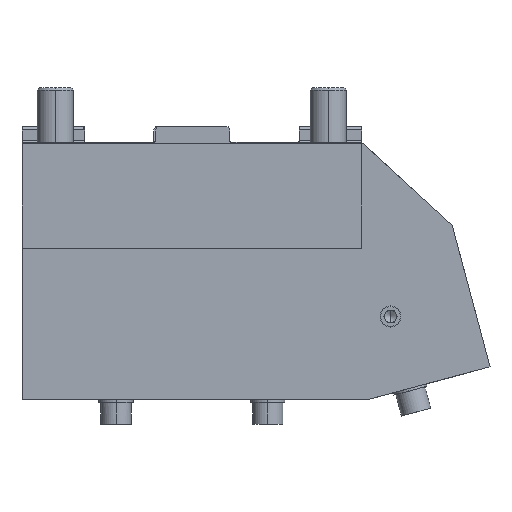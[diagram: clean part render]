
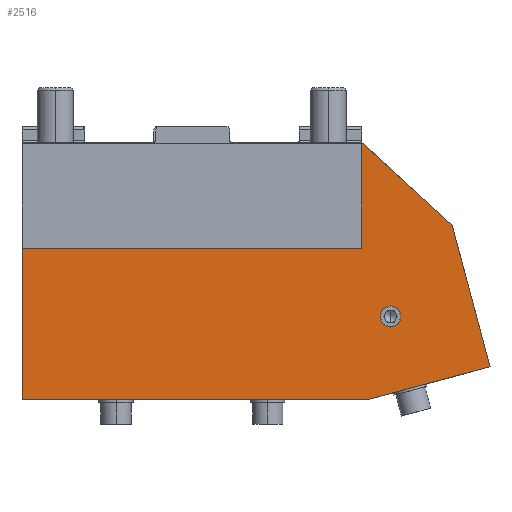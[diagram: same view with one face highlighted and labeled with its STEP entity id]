
A CAD part, left-side view. The second image highlights one B-rep face of the part: STEP entity #2516.
In plain terms, the highlighted planar face has unit normal (-1, 0, 0).
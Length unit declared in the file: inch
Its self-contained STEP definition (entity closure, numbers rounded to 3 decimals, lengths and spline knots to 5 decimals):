
#499 = ORIENTED_EDGE ( 'NONE', *, *, #7264, .F. ) ;
#506 = AXIS2_PLACEMENT_3D ( 'NONE', #17126, #14058, #1776 ) ;
#770 = CARTESIAN_POINT ( 'NONE',  ( -0.31496, -2.26825, -3.34646 ) ) ;
#834 = ORIENTED_EDGE ( 'NONE', *, *, #18210, .F. ) ;
#869 = DIRECTION ( 'NONE',  ( 0., 0., 1. ) ) ;
#1041 = ORIENTED_EDGE ( 'NONE', *, *, #15530, .T. ) ;
#1129 = CARTESIAN_POINT ( 'NONE',  ( -0.31496, -2.20472, 0. ) ) ;
#1755 = EDGE_CURVE ( 'NONE', #2903, #14161, #14991, .T. ) ;
#1776 = DIRECTION ( 'NONE',  ( 0., 0., -1. ) ) ;
#1813 = VERTEX_POINT ( 'NONE', #13085 ) ;
#1848 = DIRECTION ( 'NONE',  ( -1., 0., 0. ) ) ;
#2313 = AXIS2_PLACEMENT_3D ( 'NONE', #17412, #1848, #15495 ) ;
#2386 = EDGE_CURVE ( 'NONE', #2554, #12636, #5681, .T. ) ;
#2516 = ADVANCED_FACE ( 'NONE', ( #3364, #12250 ), #6861, .F. ) ;
#2554 = VERTEX_POINT ( 'NONE', #7079 ) ;
#2903 = VERTEX_POINT ( 'NONE', #21048 ) ;
#3364 = FACE_BOUND ( 'NONE', #13083, .T. ) ;
#3573 = DIRECTION ( 'NONE',  ( 0., 0.966, -0.259 ) ) ;
#3959 = EDGE_CURVE ( 'NONE', #14013, #1813, #21279, .T. ) ;
#4204 = VECTOR ( 'NONE', #10301, 39.37008 ) ;
#4515 = CARTESIAN_POINT ( 'NONE',  ( -0.31496, -2.20472, 0. ) ) ;
#4959 = EDGE_LOOP ( 'NONE', ( #834, #1041, #14056, #6241, #8489, #18277, #13049 ) ) ;
#5262 = VECTOR ( 'NONE', #869, 39.37008 ) ;
#5681 = LINE ( 'NONE', #7706, #21376 ) ;
#6241 = ORIENTED_EDGE ( 'NONE', *, *, #21876, .F. ) ;
#6861 = PLANE ( 'NONE',  #506 ) ;
#7079 = CARTESIAN_POINT ( 'NONE',  ( -0.31496, -3.37573, -1.07303 ) ) ;
#7264 = EDGE_CURVE ( 'NONE', #14161, #2903, #12372, .T. ) ;
#7310 = LINE ( 'NONE', #14177, #9233 ) ;
#7422 = DIRECTION ( 'NONE',  ( 0., 0., 1. ) ) ;
#7706 = CARTESIAN_POINT ( 'NONE',  ( -0.31496, -3.37573, -1.07303 ) ) ;
#7789 = VECTOR ( 'NONE', #16817, 39.37008 ) ;
#8181 = CARTESIAN_POINT ( 'NONE',  ( -0.31496, -2.57874, -2.39764 ) ) ;
#8441 = EDGE_CURVE ( 'NONE', #12636, #16002, #12129, .T. ) ;
#8489 = ORIENTED_EDGE ( 'NONE', *, *, #8441, .F. ) ;
#8567 = CARTESIAN_POINT ( 'NONE',  ( -0.31496, -4.09449, -3.34646 ) ) ;
#9233 = VECTOR ( 'NONE', #7422, 39.37008 ) ;
#9245 = CARTESIAN_POINT ( 'NONE',  ( -0.31496, 2.20472, 0.19685 ) ) ;
#10301 = DIRECTION ( 'NONE',  ( 0., 1., 0. ) ) ;
#10625 = CARTESIAN_POINT ( 'NONE',  ( -0.31496, -3.8699, -2.9173 ) ) ;
#10660 = AXIS2_PLACEMENT_3D ( 'NONE', #14325, #11391, #11271 ) ;
#11271 = DIRECTION ( 'NONE',  ( 0., 0., 1. ) ) ;
#11391 = DIRECTION ( 'NONE',  ( -1., 0., 0. ) ) ;
#12129 = LINE ( 'NONE', #17112, #20349 ) ;
#12250 = FACE_OUTER_BOUND ( 'NONE', #4959, .T. ) ;
#12372 = CIRCLE ( 'NONE', #2313, 0.13386 ) ;
#12636 = VERTEX_POINT ( 'NONE', #10625 ) ;
#13049 = ORIENTED_EDGE ( 'NONE', *, *, #17980, .F. ) ;
#13078 = LINE ( 'NONE', #4515, #7789 ) ;
#13083 = EDGE_LOOP ( 'NONE', ( #14445, #499 ) ) ;
#13085 = CARTESIAN_POINT ( 'NONE',  ( -0.31496, 2.20472, -1.37795 ) ) ;
#14013 = VERTEX_POINT ( 'NONE', #17525 ) ;
#14056 = ORIENTED_EDGE ( 'NONE', *, *, #3959, .F. ) ;
#14058 = DIRECTION ( 'NONE',  ( 1., 0., 0. ) ) ;
#14161 = VERTEX_POINT ( 'NONE', #8181 ) ;
#14177 = CARTESIAN_POINT ( 'NONE',  ( -0.31496, -2.20472, -3.34646 ) ) ;
#14325 = CARTESIAN_POINT ( 'NONE',  ( -0.31496, -2.57874, -2.26378 ) ) ;
#14425 = VECTOR ( 'NONE', #15427, 39.37008 ) ;
#14445 = ORIENTED_EDGE ( 'NONE', *, *, #1755, .F. ) ;
#14991 = CIRCLE ( 'NONE', #10660, 0.13386 ) ;
#15427 = DIRECTION ( 'NONE',  ( 0., 1., 0. ) ) ;
#15495 = DIRECTION ( 'NONE',  ( 0., 0., 1. ) ) ;
#15530 = EDGE_CURVE ( 'NONE', #19464, #1813, #20435, .T. ) ;
#16002 = VERTEX_POINT ( 'NONE', #770 ) ;
#16817 = DIRECTION ( 'NONE',  ( 0., -0.737, -0.676 ) ) ;
#17112 = CARTESIAN_POINT ( 'NONE',  ( -0.31496, -3.8699, -2.9173 ) ) ;
#17126 = CARTESIAN_POINT ( 'NONE',  ( -0.31496, -4.09449, -3.34646 ) ) ;
#17412 = CARTESIAN_POINT ( 'NONE',  ( -0.31496, -2.57874, -2.26378 ) ) ;
#17525 = CARTESIAN_POINT ( 'NONE',  ( -0.31496, 2.20472, -3.34646 ) ) ;
#17980 = EDGE_CURVE ( 'NONE', #20457, #2554, #13078, .T. ) ;
#18210 = EDGE_CURVE ( 'NONE', #19464, #20457, #7310, .T. ) ;
#18277 = ORIENTED_EDGE ( 'NONE', *, *, #2386, .F. ) ;
#18923 = LINE ( 'NONE', #8567, #14425 ) ;
#19464 = VERTEX_POINT ( 'NONE', #20155 ) ;
#19647 = DIRECTION ( 'NONE',  ( 0., -0.259, -0.966 ) ) ;
#20155 = CARTESIAN_POINT ( 'NONE',  ( -0.31496, -2.20472, -1.37795 ) ) ;
#20349 = VECTOR ( 'NONE', #3573, 39.37008 ) ;
#20435 = LINE ( 'NONE', #20650, #4204 ) ;
#20457 = VERTEX_POINT ( 'NONE', #1129 ) ;
#20650 = CARTESIAN_POINT ( 'NONE',  ( -0.31496, -4.09449, -1.37795 ) ) ;
#21048 = CARTESIAN_POINT ( 'NONE',  ( -0.31496, -2.57874, -2.12992 ) ) ;
#21279 = LINE ( 'NONE', #9245, #5262 ) ;
#21376 = VECTOR ( 'NONE', #19647, 39.37008 ) ;
#21876 = EDGE_CURVE ( 'NONE', #16002, #14013, #18923, .T. ) ;
